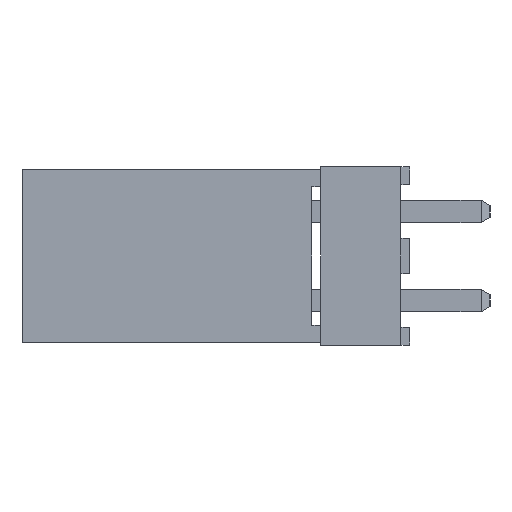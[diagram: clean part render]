
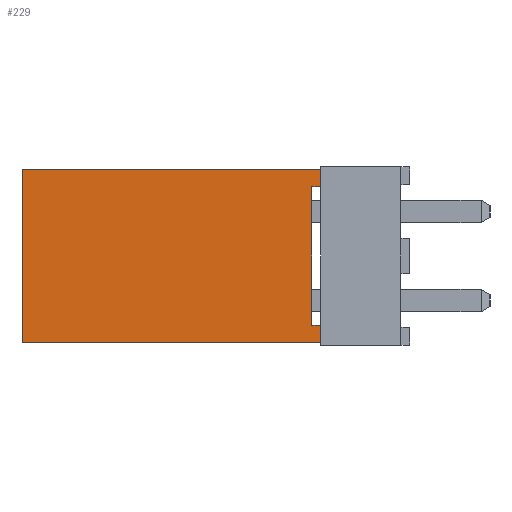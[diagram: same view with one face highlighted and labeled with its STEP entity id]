
A CAD part, left-side view. The second image highlights one B-rep face of the part: STEP entity #229.
In plain terms, the highlighted planar face has unit normal (-1, 0, 0).
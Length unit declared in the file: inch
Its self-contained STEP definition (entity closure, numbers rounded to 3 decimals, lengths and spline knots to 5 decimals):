
#229 = ADVANCED_FACE( '', ( #1996 ), #1997, .F. );
#1996 = FACE_OUTER_BOUND( '', #5561, .T. );
#1997 = PLANE( '', #5562 );
#5561 = EDGE_LOOP( '', ( #9684, #9685, #9686, #9687, #9688, #9689, #9690, #9691 ) );
#5562 = AXIS2_PLACEMENT_3D( '', #9692, #9693, #9694 );
#9684 = ORIENTED_EDGE( '', *, *, #23536, .T. );
#9685 = ORIENTED_EDGE( '', *, *, #23537, .T. );
#9686 = ORIENTED_EDGE( '', *, *, #23480, .F. );
#9687 = ORIENTED_EDGE( '', *, *, #23466, .F. );
#9688 = ORIENTED_EDGE( '', *, *, #23145, .T. );
#9689 = ORIENTED_EDGE( '', *, *, #23064, .T. );
#9690 = ORIENTED_EDGE( '', *, *, #23538, .T. );
#9691 = ORIENTED_EDGE( '', *, *, #23299, .T. );
#9692 = CARTESIAN_POINT( '', ( 0., 0.335, -0.0975 ) );
#9693 = DIRECTION( '', ( 1., 0., 0. ) );
#9694 = DIRECTION( '', ( 0., 0., -1. ) );
#23064 = EDGE_CURVE( '', #27534, #27532, #27535, .T. );
#23145 = EDGE_CURVE( '', #27694, #27534, #27695, .T. );
#23299 = EDGE_CURVE( '', #27973, #27971, #27974, .T. );
#23466 = EDGE_CURVE( '', #27694, #28306, #28307, .T. );
#23480 = EDGE_CURVE( '', #28306, #28326, #28327, .T. );
#23536 = EDGE_CURVE( '', #27971, #28418, #28419, .T. );
#23537 = EDGE_CURVE( '', #28418, #28326, #28420, .T. );
#23538 = EDGE_CURVE( '', #27532, #27973, #28421, .T. );
#27532 = VERTEX_POINT( '', #34914 );
#27534 = VERTEX_POINT( '', #34917 );
#27535 = LINE( '', #34918, #34919 );
#27694 = VERTEX_POINT( '', #35158 );
#27695 = LINE( '', #35159, #35160 );
#27971 = VERTEX_POINT( '', #35588 );
#27973 = VERTEX_POINT( '', #35591 );
#27974 = LINE( '', #35592, #35593 );
#28306 = VERTEX_POINT( '', #36091 );
#28307 = LINE( '', #36092, #36093 );
#28326 = VERTEX_POINT( '', #36125 );
#28327 = LINE( '', #36126, #36127 );
#28418 = VERTEX_POINT( '', #36273 );
#28419 = LINE( '', #36274, #36275 );
#28420 = LINE( '', #36276, #36277 );
#28421 = LINE( '', #36278, #36279 );
#34914 = CARTESIAN_POINT( '', ( 0., 0., -0.0775 ) );
#34917 = CARTESIAN_POINT( '', ( 0., 0., -0.0975 ) );
#34918 = CARTESIAN_POINT( '', ( 0., 0., -0.0975 ) );
#34919 = VECTOR( '', #46600, 39.37008 );
#35158 = CARTESIAN_POINT( '', ( 0., 0.335, -0.0975 ) );
#35159 = CARTESIAN_POINT( '', ( 0., 0.335, -0.0975 ) );
#35160 = VECTOR( '', #46681, 39.37008 );
#35588 = CARTESIAN_POINT( '', ( 0., 0.01, 0.0775 ) );
#35591 = CARTESIAN_POINT( '', ( 0., 0.01, -0.0775 ) );
#35592 = CARTESIAN_POINT( '', ( 0., 0.01, -0.0775 ) );
#35593 = VECTOR( '', #46835, 39.37008 );
#36091 = CARTESIAN_POINT( '', ( 0., 0.335, 0.0975 ) );
#36092 = CARTESIAN_POINT( '', ( 0., 0.335, -0.0975 ) );
#36093 = VECTOR( '', #47002, 39.37008 );
#36125 = CARTESIAN_POINT( '', ( 0., 0., 0.0975 ) );
#36126 = CARTESIAN_POINT( '', ( 0., 0.335, 0.0975 ) );
#36127 = VECTOR( '', #47016, 39.37008 );
#36273 = CARTESIAN_POINT( '', ( 0., 0., 0.0775 ) );
#36274 = CARTESIAN_POINT( '', ( 0., 0.01, 0.0775 ) );
#36275 = VECTOR( '', #47072, 39.37008 );
#36276 = CARTESIAN_POINT( '', ( 0., 0., -0.0975 ) );
#36277 = VECTOR( '', #47073, 39.37008 );
#36278 = CARTESIAN_POINT( '', ( 0., 0., -0.0775 ) );
#36279 = VECTOR( '', #47074, 39.37008 );
#46600 = DIRECTION( '', ( 0., 0., 1. ) );
#46681 = DIRECTION( '', ( 0., -1., 0. ) );
#46835 = DIRECTION( '', ( 0., 0., 1. ) );
#47002 = DIRECTION( '', ( 0., 0., 1. ) );
#47016 = DIRECTION( '', ( 0., -1., 0. ) );
#47072 = DIRECTION( '', ( 0., -1., 0. ) );
#47073 = DIRECTION( '', ( 0., 0., 1. ) );
#47074 = DIRECTION( '', ( 0., 1., 0. ) );
